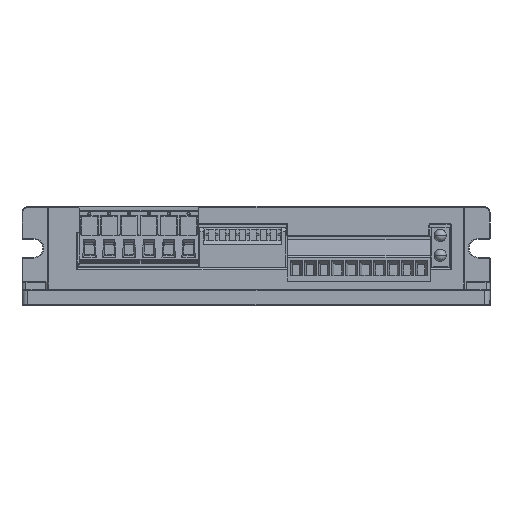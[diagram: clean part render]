
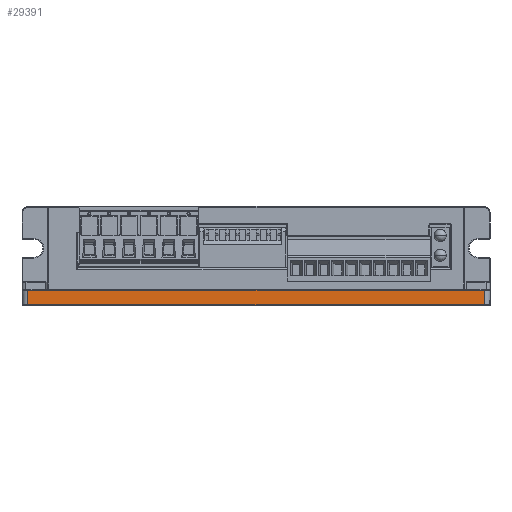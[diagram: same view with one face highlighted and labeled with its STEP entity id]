
A CAD part, top view. The second image highlights one B-rep face of the part: STEP entity #29391.
In plain terms, the highlighted planar face has unit normal (0, 0, 1).
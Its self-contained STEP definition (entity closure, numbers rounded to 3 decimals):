
#1267=DIRECTION('',(0.,-1.,0.));
#1268=VECTOR('',#1267,3.6);
#1269=CARTESIAN_POINT('',(18.224,4.9,2.5));
#1270=LINE('',#1269,#1268);
#1331=DIRECTION('',(1.,0.,0.));
#1332=VECTOR('',#1331,115.);
#1333=CARTESIAN_POINT('',(18.224,1.3,2.5));
#1334=LINE('',#1333,#1332);
#1343=DIRECTION('',(-1.,0.,0.));
#1344=VECTOR('',#1343,115.);
#1345=CARTESIAN_POINT('',(133.224,4.9,2.5));
#1346=LINE('',#1345,#1344);
#6578=DIRECTION('',(0.,1.,0.));
#6579=VECTOR('',#6578,3.6);
#6580=CARTESIAN_POINT('',(133.224,1.3,2.5));
#6581=LINE('',#6580,#6579);
#24087=CARTESIAN_POINT('',(18.224,1.3,2.5));
#24089=VERTEX_POINT('',#24087);
#24090=CARTESIAN_POINT('',(18.224,4.9,2.5));
#24091=VERTEX_POINT('',#24090);
#24093=CARTESIAN_POINT('',(133.224,1.3,2.5));
#24094=VERTEX_POINT('',#24093);
#24095=CARTESIAN_POINT('',(133.224,4.9,2.5));
#24096=VERTEX_POINT('',#24095);
#29378=CARTESIAN_POINT('',(75.724,3.1,2.5));
#29379=DIRECTION('',(0.,0.,1.));
#29380=DIRECTION('',(0.,-1.,0.));
#29381=AXIS2_PLACEMENT_3D('',#29378,#29379,#29380);
#29382=PLANE('',#29381);
#29383=ORIENTED_EDGE('',*,*,#29365,.F.);
#29384=ORIENTED_EDGE('',*,*,#29258,.F.);
#29386=ORIENTED_EDGE('',*,*,#29385,.F.);
#29388=ORIENTED_EDGE('',*,*,#29387,.F.);
#29389=EDGE_LOOP('',(#29383,#29384,#29386,#29388));
#29390=FACE_OUTER_BOUND('',#29389,.F.);
#29391=ADVANCED_FACE('',(#29390),#29382,.T.);
#29258=EDGE_CURVE('',#24091,#24089,#1270,.T.);
#29365=EDGE_CURVE('',#24089,#24094,#1334,.T.);
#29385=EDGE_CURVE('',#24096,#24091,#1346,.T.);
#29387=EDGE_CURVE('',#24094,#24096,#6581,.T.);
